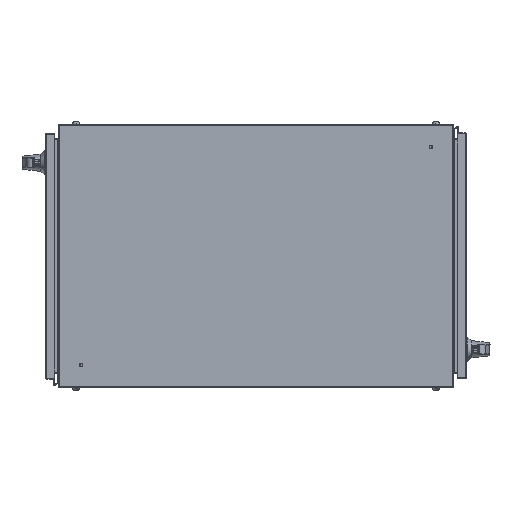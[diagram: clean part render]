
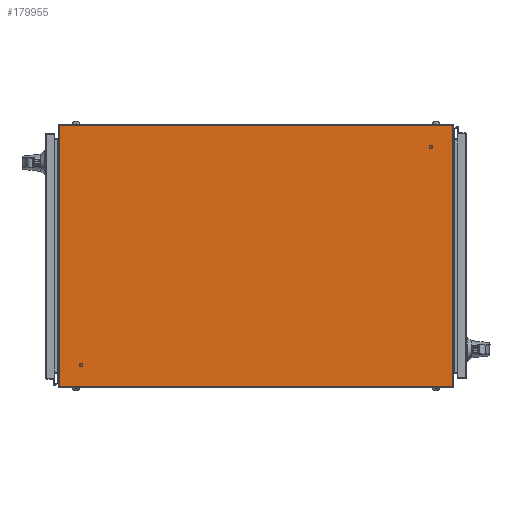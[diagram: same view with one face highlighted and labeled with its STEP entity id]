
A CAD part, front view. The second image highlights one B-rep face of the part: STEP entity #179955.
In plain terms, the highlighted face is planar.
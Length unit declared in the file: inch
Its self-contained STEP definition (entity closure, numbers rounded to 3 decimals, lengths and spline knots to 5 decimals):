
#12118 = DIRECTION ( 'NONE',  ( 0., 0., -1. ) ) ;
#12953 = VERTEX_POINT ( 'NONE', #178711 ) ;
#13125 = VERTEX_POINT ( 'NONE', #15377 ) ;
#14481 = VECTOR ( 'NONE', #169624, 39.37008 ) ;
#15377 = CARTESIAN_POINT ( 'NONE',  ( 11.935, 17.887, 0. ) ) ;
#30324 = VERTEX_POINT ( 'NONE', #80003 ) ;
#30627 = AXIS2_PLACEMENT_3D ( 'NONE', #39123, #12118, #82516 ) ;
#39123 = CARTESIAN_POINT ( 'NONE',  ( 11.935, -18.03, 0. ) ) ;
#39930 = FACE_OUTER_BOUND ( 'NONE', #96610, .T. ) ;
#53898 = ORIENTED_EDGE ( 'NONE', *, *, #103880, .T. ) ;
#54109 = CARTESIAN_POINT ( 'NONE',  ( -11.935, -18.03, 0. ) ) ;
#61613 = CARTESIAN_POINT ( 'NONE',  ( -11.935, -17.887, 0. ) ) ;
#67363 = PLANE ( 'NONE',  #30627 ) ;
#80003 = CARTESIAN_POINT ( 'NONE',  ( 11.935, -17.887, 0. ) ) ;
#82516 = DIRECTION ( 'NONE',  ( -1., 0., 0. ) ) ;
#92674 = CARTESIAN_POINT ( 'NONE',  ( 11.935, 17.887, 0. ) ) ;
#94735 = EDGE_CURVE ( 'NONE', #13125, #30324, #147931, .T. ) ;
#96610 = EDGE_LOOP ( 'NONE', ( #166167, #137318, #114177, #53898 ) ) ;
#103880 = EDGE_CURVE ( 'NONE', #12953, #13125, #146879, .T. ) ;
#114177 = ORIENTED_EDGE ( 'NONE', *, *, #130918, .T. ) ;
#115667 = CARTESIAN_POINT ( 'NONE',  ( 11.935, -17.887, 0. ) ) ;
#119110 = DIRECTION ( 'NONE',  ( 1., 0., 0. ) ) ;
#119962 = VECTOR ( 'NONE', #158839, 39.37008 ) ;
#121438 = VERTEX_POINT ( 'NONE', #61613 ) ;
#123492 = EDGE_CURVE ( 'NONE', #30324, #121438, #128891, .T. ) ;
#128891 = LINE ( 'NONE', #115667, #119962 ) ;
#130918 = EDGE_CURVE ( 'NONE', #121438, #12953, #167146, .T. ) ;
#132829 = DIRECTION ( 'NONE',  ( 0., -1., 0. ) ) ;
#137318 = ORIENTED_EDGE ( 'NONE', *, *, #123492, .T. ) ;
#145788 = VECTOR ( 'NONE', #132829, 39.37008 ) ;
#146879 = LINE ( 'NONE', #92674, #160336 ) ;
#147931 = LINE ( 'NONE', #159170, #145788 ) ;
#158839 = DIRECTION ( 'NONE',  ( -1., 0., 0. ) ) ;
#159170 = CARTESIAN_POINT ( 'NONE',  ( 11.935, -18.03, 0. ) ) ;
#160336 = VECTOR ( 'NONE', #119110, 39.37008 ) ;
#166167 = ORIENTED_EDGE ( 'NONE', *, *, #94735, .T. ) ;
#167146 = LINE ( 'NONE', #54109, #14481 ) ;
#169624 = DIRECTION ( 'NONE',  ( 0., 1., 0. ) ) ;
#178711 = CARTESIAN_POINT ( 'NONE',  ( -11.935, 17.887, 0. ) ) ;
#179955 = ADVANCED_FACE ( 'NONE', ( #39930 ), #67363, .T. ) ;
